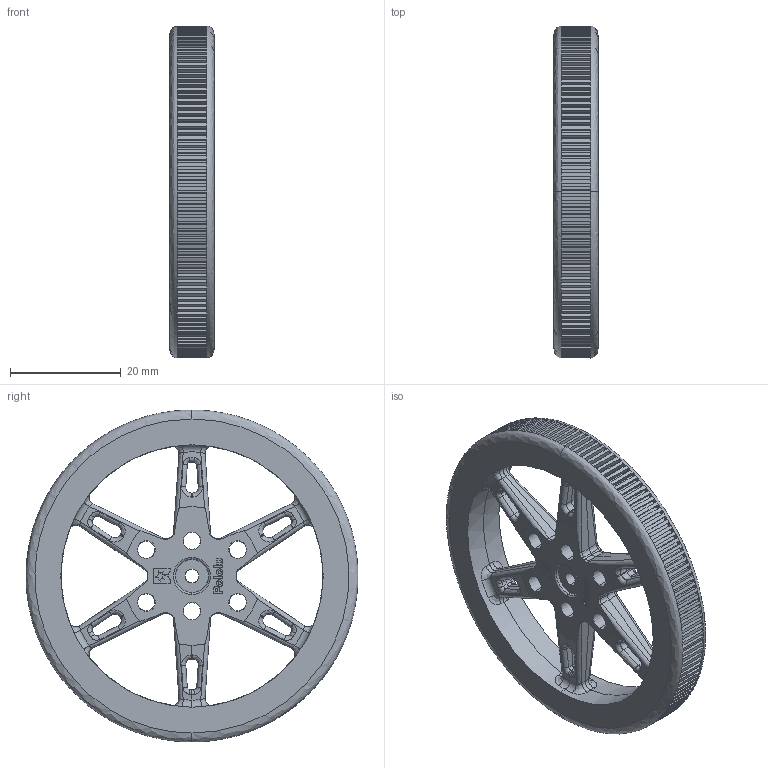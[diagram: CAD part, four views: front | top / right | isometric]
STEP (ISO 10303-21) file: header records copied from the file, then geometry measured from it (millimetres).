
FILE_DESCRIPTION (( 'STEP AP214' ), '1' );
FILE_NAME ('whe08a.STEP', '2020-01-23T21:40:05', ( '' ), ( '' ), 'SwSTEP 2.0', 'SolidWorks 2016', '' );
FILE_SCHEMA (( 'AUTOMOTIVE_DESIGN' ));
Length unit declared in the file: millimetre
Products named in the file (1): whe08a
Bounding box: 8 x 60 x 60 mm (x, y, z)
Volume: 10382.3 mm3; surface area: 8574.6 mm2
Topology: 1 solids, 1 shells, 1551 faces, 3724 edges, 2187 vertices
Faces by surface type: plane 745, bspline 308, cylinder 304, cone 148, torus 46
Entity records: 73758 total; most frequent: CARTESIAN_POINT 24197, ORIENTED_EDGE 7448, DIRECTION 5627, EDGE_CURVE 3724, VERTEX_POINT 2187, AXIS2_PLACEMENT_3D 1965, LINE 1697, VECTOR 1697
